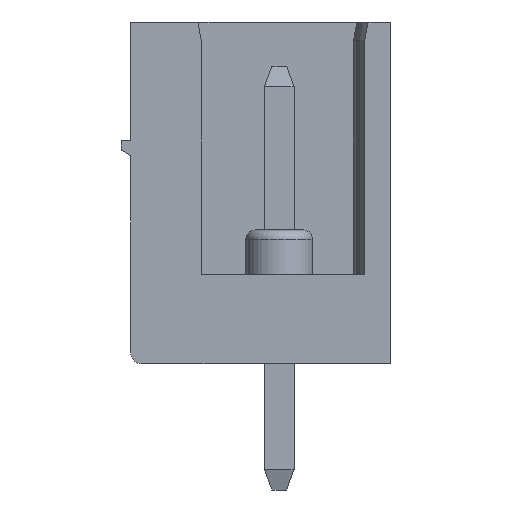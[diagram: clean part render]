
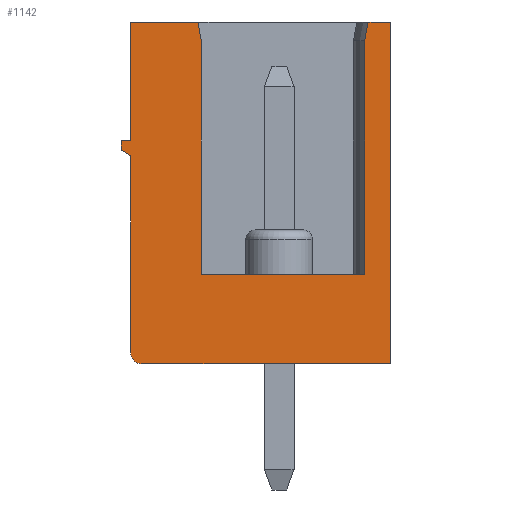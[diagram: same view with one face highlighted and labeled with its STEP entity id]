
A CAD part, left-side view. The second image highlights one B-rep face of the part: STEP entity #1142.
In plain terms, the highlighted planar face has unit normal (-1, 0, 0).
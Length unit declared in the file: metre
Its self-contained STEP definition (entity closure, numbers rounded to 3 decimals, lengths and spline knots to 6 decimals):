
#1142=ADVANCED_FACE('',(#3234),#3235,.F.);
#3234=FACE_OUTER_BOUND('',#6338,.T.);
#3235=PLANE('',#6339);
#6338=EDGE_LOOP('',(#9743,#9744,#9745,#9746,#9747,#9748,#9749,#9750,#9751,#9752,#9753,#9754,#9755,#9756,#9757));
#6339=AXIS2_PLACEMENT_3D('',#9758,#9759,#9760);
#9743=ORIENTED_EDGE('',*,*,#18657,.T.);
#9744=ORIENTED_EDGE('',*,*,#18658,.F.);
#9745=ORIENTED_EDGE('',*,*,#18659,.F.);
#9746=ORIENTED_EDGE('',*,*,#18660,.F.);
#9747=ORIENTED_EDGE('',*,*,#18605,.T.);
#9748=ORIENTED_EDGE('',*,*,#18512,.T.);
#9749=ORIENTED_EDGE('',*,*,#18473,.F.);
#9750=ORIENTED_EDGE('',*,*,#18641,.T.);
#9751=ORIENTED_EDGE('',*,*,#18563,.F.);
#9752=ORIENTED_EDGE('',*,*,#18661,.F.);
#9753=ORIENTED_EDGE('',*,*,#18662,.F.);
#9754=ORIENTED_EDGE('',*,*,#18663,.F.);
#9755=ORIENTED_EDGE('',*,*,#18664,.F.);
#9756=ORIENTED_EDGE('',*,*,#18665,.F.);
#9757=ORIENTED_EDGE('',*,*,#18666,.F.);
#9758=CARTESIAN_POINT('',(-1.086627,0.01086,0.000933));
#9759=DIRECTION('',(1.0,0.0,0.0));
#9760=DIRECTION('',(0.0,1.0,-0.0));
#18473=EDGE_CURVE('',#22074,#22076,#22077,.T.);
#18512=EDGE_CURVE('',#22143,#22076,#22144,.T.);
#18563=EDGE_CURVE('',#22217,#22219,#22220,.T.);
#18605=EDGE_CURVE('',#22277,#22143,#22278,.T.);
#18641=EDGE_CURVE('',#22074,#22219,#22324,.T.);
#18657=EDGE_CURVE('',#22341,#22342,#22343,.F.);
#18658=EDGE_CURVE('',#22344,#22342,#22345,.T.);
#18659=EDGE_CURVE('',#22346,#22344,#22347,.T.);
#18660=EDGE_CURVE('',#22277,#22346,#22348,.T.);
#18661=EDGE_CURVE('',#22349,#22217,#22350,.T.);
#18662=EDGE_CURVE('',#22351,#22349,#22352,.T.);
#18663=EDGE_CURVE('',#22353,#22351,#22354,.T.);
#18664=EDGE_CURVE('',#22355,#22353,#22356,.T.);
#18665=EDGE_CURVE('',#22357,#22355,#22358,.T.);
#18666=EDGE_CURVE('',#22341,#22357,#22359,.T.);
#22074=VERTEX_POINT('',#27316);
#22076=VERTEX_POINT('',#27319);
#22077=LINE('',#27320,#27321);
#22143=VERTEX_POINT('',#27417);
#22144=LINE('',#27418,#27419);
#22217=VERTEX_POINT('',#27528);
#22219=VERTEX_POINT('',#27531);
#22220=LINE('',#27532,#27533);
#22277=VERTEX_POINT('',#27617);
#22278=LINE('',#27618,#27619);
#22324=LINE('',#27690,#27691);
#22341=VERTEX_POINT('',#27715);
#22342=VERTEX_POINT('',#27716);
#22343=CIRCLE('',#27717,0.0003);
#22344=VERTEX_POINT('',#27718);
#22345=LINE('',#27719,#27720);
#22346=VERTEX_POINT('',#27721);
#22347=LINE('',#27722,#27723);
#22348=LINE('',#27724,#27725);
#22349=VERTEX_POINT('',#27726);
#22350=LINE('',#27727,#27728);
#22351=VERTEX_POINT('',#27729);
#22352=LINE('',#27730,#27731);
#22353=VERTEX_POINT('',#27732);
#22354=LINE('',#27733,#27734);
#22355=VERTEX_POINT('',#27735);
#22356=LINE('',#27736,#27737);
#22357=VERTEX_POINT('',#27738);
#22358=LINE('',#27739,#27740);
#22359=LINE('',#27741,#27742);
#27316=CARTESIAN_POINT('',(-1.086627,0.00896,-0.005867));
#27319=CARTESIAN_POINT('',(-1.086627,0.00456,-0.005867));
#27320=CARTESIAN_POINT('',(-1.086627,0.00386,-0.005867));
#27321=VECTOR('',#35009,1.0);
#27417=CARTESIAN_POINT('',(-1.086627,0.00456,0.000433));
#27418=CARTESIAN_POINT('',(-1.086627,0.00456,-0.005567));
#27419=VECTOR('',#35046,1.0);
#27528=CARTESIAN_POINT('',(-1.086627,0.009048,0.000933));
#27531=CARTESIAN_POINT('',(-1.086627,0.00896,0.000433));
#27532=CARTESIAN_POINT('',(-1.086627,0.009048,0.000933));
#27533=VECTOR('',#35087,1.0);
#27617=CARTESIAN_POINT('',(-1.086627,0.004471,0.000933));
#27618=CARTESIAN_POINT('',(-1.086627,0.005565,-0.005267));
#27619=VECTOR('',#35121,1.0);
#27690=CARTESIAN_POINT('',(-1.086627,0.00896,-0.005567));
#27691=VECTOR('',#35144,1.0);
#27715=CARTESIAN_POINT('',(-1.086627,0.01086,-0.007967));
#27716=CARTESIAN_POINT('',(-1.086627,0.01056,-0.008267));
#27717=AXIS2_PLACEMENT_3D('',#35155,#35156,#35157);
#27718=CARTESIAN_POINT('',(-1.086627,0.00386,-0.008267));
#27719=CARTESIAN_POINT('',(-1.086627,0.01056,-0.008267));
#27720=VECTOR('',#35158,1.0);
#27721=CARTESIAN_POINT('',(-1.086627,0.00386,0.000933));
#27722=CARTESIAN_POINT('',(-1.086627,0.00386,-0.008267));
#27723=VECTOR('',#35159,1.0);
#27724=CARTESIAN_POINT('',(-1.086627,0.00386,0.000933));
#27725=VECTOR('',#35160,1.0);
#27726=CARTESIAN_POINT('',(-1.086627,0.01086,0.000933));
#27727=CARTESIAN_POINT('',(-1.086627,0.00386,0.000933));
#27728=VECTOR('',#35161,1.0);
#27729=CARTESIAN_POINT('',(-1.086627,0.01086,-0.002267));
#27730=CARTESIAN_POINT('',(-1.086627,0.01086,0.000933));
#27731=VECTOR('',#35162,1.0);
#27732=CARTESIAN_POINT('',(-1.086627,0.01111,-0.002267));
#27733=CARTESIAN_POINT('',(-1.086627,0.01086,-0.002267));
#27734=VECTOR('',#35163,1.0);
#27735=CARTESIAN_POINT('',(-1.086627,0.01111,-0.002517));
#27736=CARTESIAN_POINT('',(-1.086627,0.01111,-0.002267));
#27737=VECTOR('',#35164,1.0);
#27738=CARTESIAN_POINT('',(-1.086627,0.01086,-0.002667));
#27739=CARTESIAN_POINT('',(-1.086627,0.01111,-0.002517));
#27740=VECTOR('',#35165,1.0);
#27741=CARTESIAN_POINT('',(-1.086627,0.01086,-0.002667));
#27742=VECTOR('',#35166,1.0);
#35009=DIRECTION('',(0.0,-1.0,0.));
#35046=DIRECTION('',(0.0,0.,-1.0));
#35087=DIRECTION('',(0.0,-0.174,-0.985));
#35121=DIRECTION('',(0.0,0.174,-0.985));
#35144=DIRECTION('',(0.0,0.,1.0));
#35155=CARTESIAN_POINT('',(-1.086627,0.01056,-0.007967));
#35156=DIRECTION('',(1.0,0.0,0.0));
#35157=DIRECTION('',(0.0,0.0,-1.0));
#35158=DIRECTION('',(0.0,1.0,0.));
#35159=DIRECTION('',(0.0,0.,-1.0));
#35160=DIRECTION('',(0.0,-1.0,0.));
#35161=DIRECTION('',(0.0,-1.0,0.));
#35162=DIRECTION('',(0.0,0.,1.0));
#35163=DIRECTION('',(0.0,-1.0,0.));
#35164=DIRECTION('',(0.0,0.,1.0));
#35165=DIRECTION('',(0.0,0.857,0.514));
#35166=DIRECTION('',(0.0,0.,1.0));
